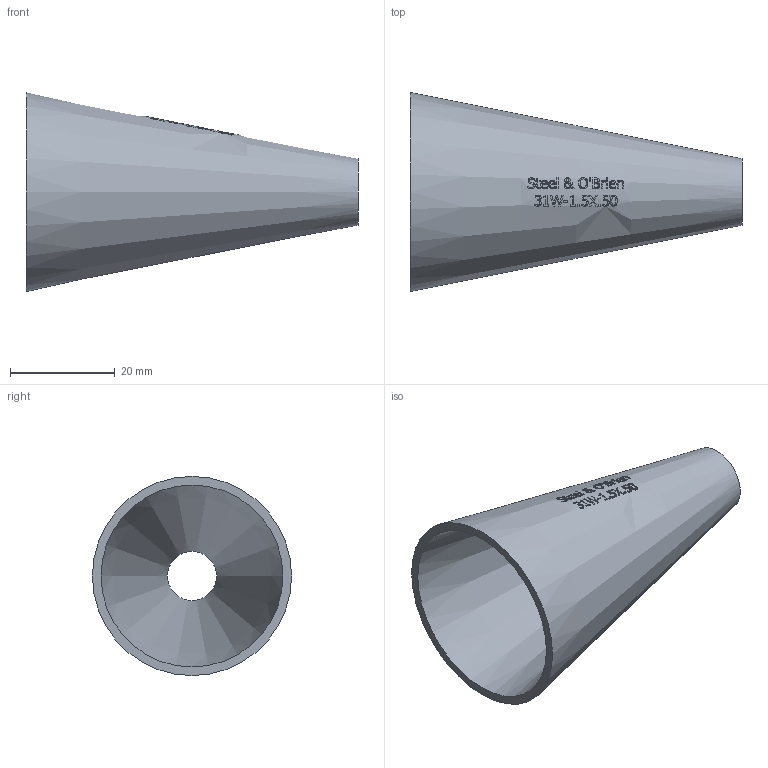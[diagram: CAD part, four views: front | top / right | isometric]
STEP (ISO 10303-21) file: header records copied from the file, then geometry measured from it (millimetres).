
FILE_DESCRIPTION(/* description */ (''),/* implementation_level */ '2;1');
FILE_NAME(/* name */ '31W-1.5X.50.stp',/* time_stamp */ '2019-07-30T14:31:05-04:00',/* author */ ('rick'),/* organization */ (''),/* preprocessor_version */ 'ST-DEVELOPER v15.2',/* originating_system */ 'Autodesk Inventor 2014',/* authorisation */ '');
FILE_SCHEMA (('AUTOMOTIVE_DESIGN { 1 0 10303 214 3 1 1 }'));
Length unit declared in the file: inch
Products named in the file (1): 31W-1.5X.50
Bounding box: 63.5 x 38.1 x 38.1 mm (x, y, z)
Volume: 7819.1 mm3; surface area: 9933.7 mm2
Topology: 1 solids, 1 shells, 375 faces, 1017 edges, 678 vertices
Faces by surface type: bspline 178, plane 161, cone 36
Entity records: 15031 total; most frequent: CARTESIAN_POINT 6605, ORIENTED_EDGE 2030, DIRECTION 1217, EDGE_CURVE 1015, VERTEX_POINT 678, LINE 473, VECTOR 473, EDGE_LOOP 413
